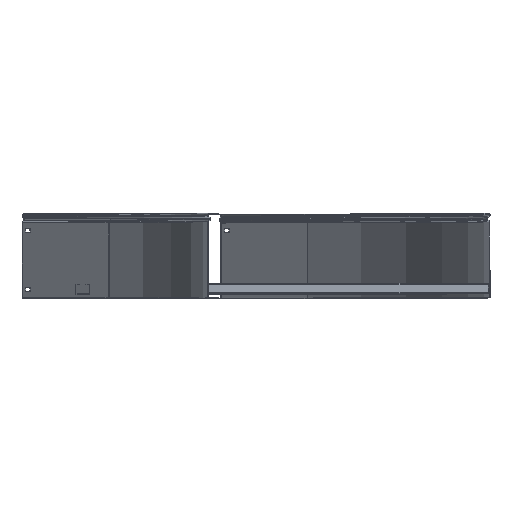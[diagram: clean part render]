
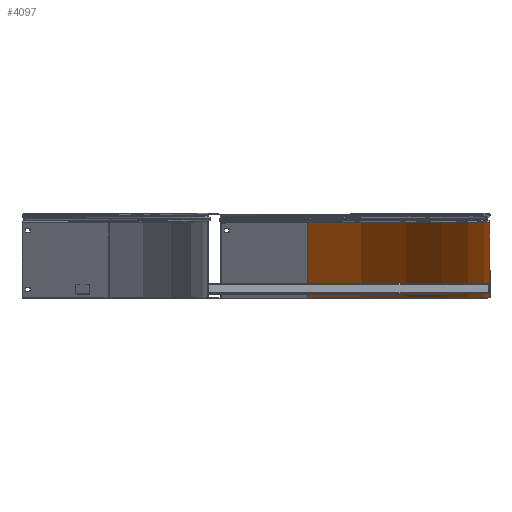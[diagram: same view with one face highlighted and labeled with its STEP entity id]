
A CAD part, top view. The second image highlights one B-rep face of the part: STEP entity #4097.
In plain terms, the highlighted cylindrical face has radius 1101 mm (diameter 2202 mm), a partial arc.
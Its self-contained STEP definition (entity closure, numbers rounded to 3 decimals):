
#164 = EDGE_CURVE ( 'NONE', #1126, #1129, #7211, .T. ) ;
#316 = CARTESIAN_POINT ( 'NONE',  ( 1101., 134.499, 0. ) ) ;
#1126 = VERTEX_POINT ( 'NONE', #4197 ) ;
#1129 = VERTEX_POINT ( 'NONE', #316 ) ;
#1594 = EDGE_CURVE ( 'NONE', #6664, #6179, #4362, .T. ) ;
#1698 = ORIENTED_EDGE ( 'NONE', *, *, #1594, .F. ) ;
#1900 = CARTESIAN_POINT ( 'NONE',  ( 0., 1.2, 0. ) ) ;
#1907 = ORIENTED_EDGE ( 'NONE', *, *, #164, .T. ) ;
#1961 = DIRECTION ( 'NONE',  ( 0., 1., 0. ) ) ;
#2012 = EDGE_LOOP ( 'NONE', ( #6955, #1698, #6209, #1907 ) ) ;
#2084 = VECTOR ( 'NONE', #5928, 1000. ) ;
#2194 = DIRECTION ( 'NONE',  ( 0., 0., 1. ) ) ;
#2230 = CARTESIAN_POINT ( 'NONE',  ( 778.525, 134.499, -778.525 ) ) ;
#2618 = AXIS2_PLACEMENT_3D ( 'NONE', #6117, #2887, #2194 ) ;
#2887 = DIRECTION ( 'NONE',  ( 0., 1., 0. ) ) ;
#3059 = CARTESIAN_POINT ( 'NONE',  ( 1101., 0., 0. ) ) ;
#3079 = AXIS2_PLACEMENT_3D ( 'NONE', #1900, #6529, #3196 ) ;
#3196 = DIRECTION ( 'NONE',  ( 0., 0., 1. ) ) ;
#3291 = DIRECTION ( 'NONE',  ( 0., 0., 1. ) ) ;
#3575 = VECTOR ( 'NONE', #4457, 1000. ) ;
#3721 = EDGE_CURVE ( 'NONE', #1129, #6179, #3757, .T. ) ;
#3757 = CIRCLE ( 'NONE', #2618, 1101. ) ;
#4097 = ADVANCED_FACE ( 'NONE', ( #6770 ), #7606, .F. ) ;
#4197 = CARTESIAN_POINT ( 'NONE',  ( 1101., 1.2, 0. ) ) ;
#4362 = LINE ( 'NONE', #7178, #2084 ) ;
#4457 = DIRECTION ( 'NONE',  ( 0., 1., 0. ) ) ;
#5187 = CIRCLE ( 'NONE', #3079, 1101. ) ;
#5606 = AXIS2_PLACEMENT_3D ( 'NONE', #7912, #1961, #3291 ) ;
#5928 = DIRECTION ( 'NONE',  ( 0., 1., 0. ) ) ;
#6117 = CARTESIAN_POINT ( 'NONE',  ( 0., 134.499, 0. ) ) ;
#6179 = VERTEX_POINT ( 'NONE', #2230 ) ;
#6209 = ORIENTED_EDGE ( 'NONE', *, *, #7646, .T. ) ;
#6529 = DIRECTION ( 'NONE',  ( 0., -1., 0. ) ) ;
#6664 = VERTEX_POINT ( 'NONE', #6821 ) ;
#6770 = FACE_OUTER_BOUND ( 'NONE', #2012, .T. ) ;
#6821 = CARTESIAN_POINT ( 'NONE',  ( 778.525, 1.2, -778.525 ) ) ;
#6955 = ORIENTED_EDGE ( 'NONE', *, *, #3721, .T. ) ;
#7178 = CARTESIAN_POINT ( 'NONE',  ( 778.525, 2.2, -778.525 ) ) ;
#7211 = LINE ( 'NONE', #3059, #3575 ) ;
#7606 = CYLINDRICAL_SURFACE ( 'NONE', #5606, 1101. ) ;
#7646 = EDGE_CURVE ( 'NONE', #6664, #1126, #5187, .T. ) ;
#7912 = CARTESIAN_POINT ( 'NONE',  ( 0., 0., 0. ) ) ;
